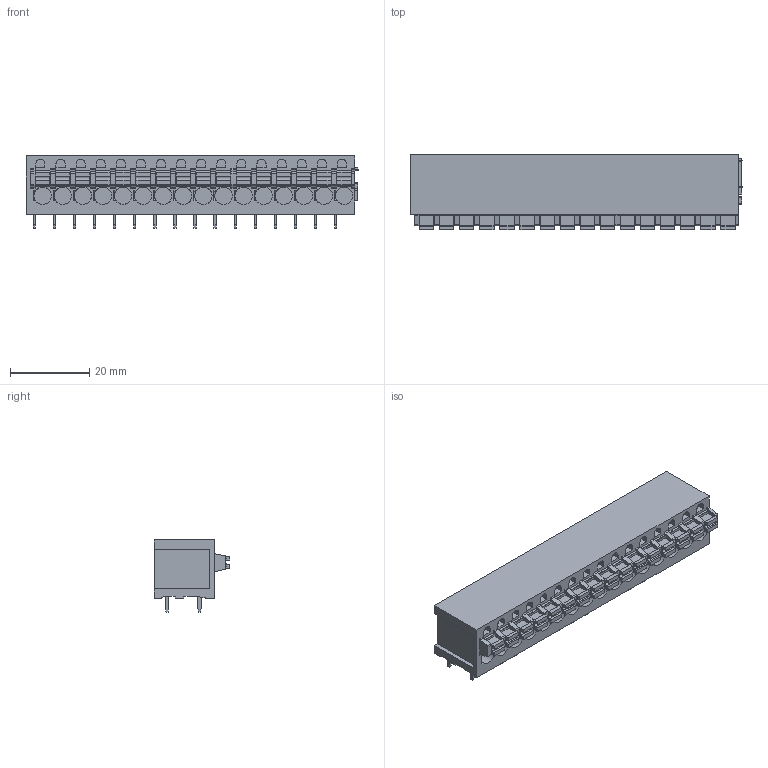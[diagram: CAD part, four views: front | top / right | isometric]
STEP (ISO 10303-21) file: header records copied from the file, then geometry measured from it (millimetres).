
FILE_DESCRIPTION(('CATIA V5 STEP Exchange','CAx-IF Rec.Pracs.--- Model Styling and Organization---1.4--- 2014-01-23'),'2;1');
FILE_NAME ('282090-1_0_1425960000_1425960000.stp','2021-07-07T11:17:05+00:00',('none'),('Weidmueller'),'CATIA Version 5-6 Release 2016 SP3 HF44','CATIA V5 STEP AP214','none');
FILE_SCHEMA(('AUTOMOTIVE_DESIGN { 1 0 10303 214 1 1 1 1 }'));
Length unit declared in the file: millimetre
Products named in the file (1): 1425960000
Bounding box: 83.93 x 19.2 x 18.3 mm (x, y, z)
Volume: 17358.7 mm3; surface area: 10161.1 mm2
Topology: 49 solids, 49 shells, 1102 faces, 2907 edges, 1938 vertices
Faces by surface type: plane 843, cylinder 259
Entity records: 33032 total; most frequent: CARTESIAN_POINT 5840, ORIENTED_EDGE 5814, DIRECTION 4474, EDGE_CURVE 2907, VECTOR 2357, LINE 2357, VERTEX_POINT 1938, AXIS2_PLACEMENT_3D 1317
